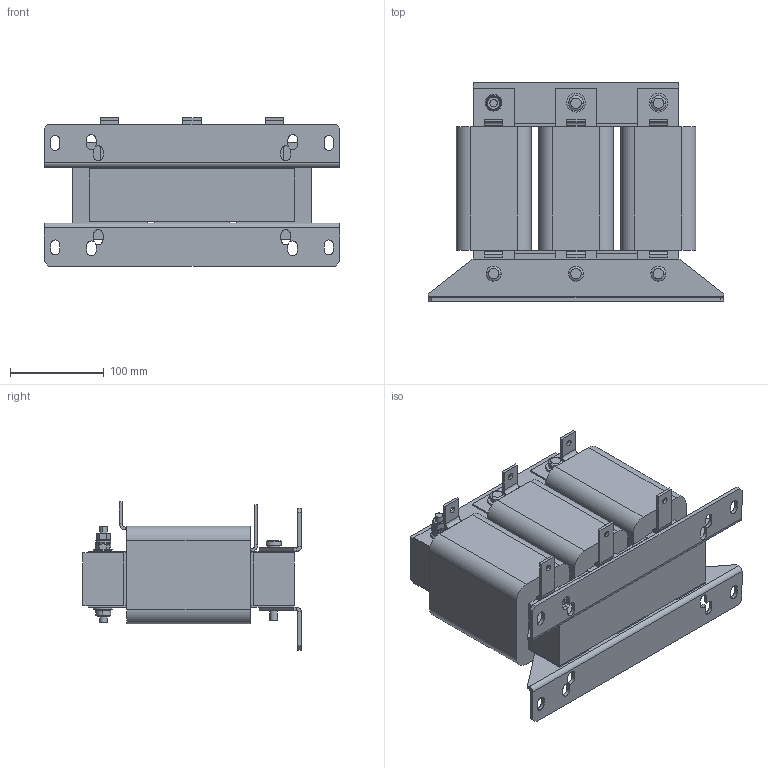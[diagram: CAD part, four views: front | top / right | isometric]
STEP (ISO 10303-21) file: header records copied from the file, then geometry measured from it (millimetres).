
FILE_DESCRIPTION (( 'STEP AP214' ), '1' );
FILE_NAME ('181148.STEP', '2020-05-28T23:48:33', ( '' ), ( '' ), 'SwSTEP 2.0', 'SolidWorks 2018', '' );
FILE_SCHEMA (( 'AUTOMOTIVE_DESIGN' ));
Length unit declared in the file: millimetre
Products named in the file (1): 181148
Bounding box: 316 x 233.55 x 158.5 mm (x, y, z)
Volume: 4667037.3 mm3; surface area: 346059.7 mm2
Topology: 1 solids, 1 shells, 486 faces, 1230 edges, 764 vertices
Faces by surface type: plane 274, cylinder 138, cone 36, bspline 18, sphere 12, torus 8
Entity records: 15270 total; most frequent: CARTESIAN_POINT 3519, ORIENTED_EDGE 2460, DIRECTION 2408, EDGE_CURVE 1230, AXIS2_PLACEMENT_3D 833, VERTEX_POINT 764, VECTOR 742, LINE 742
